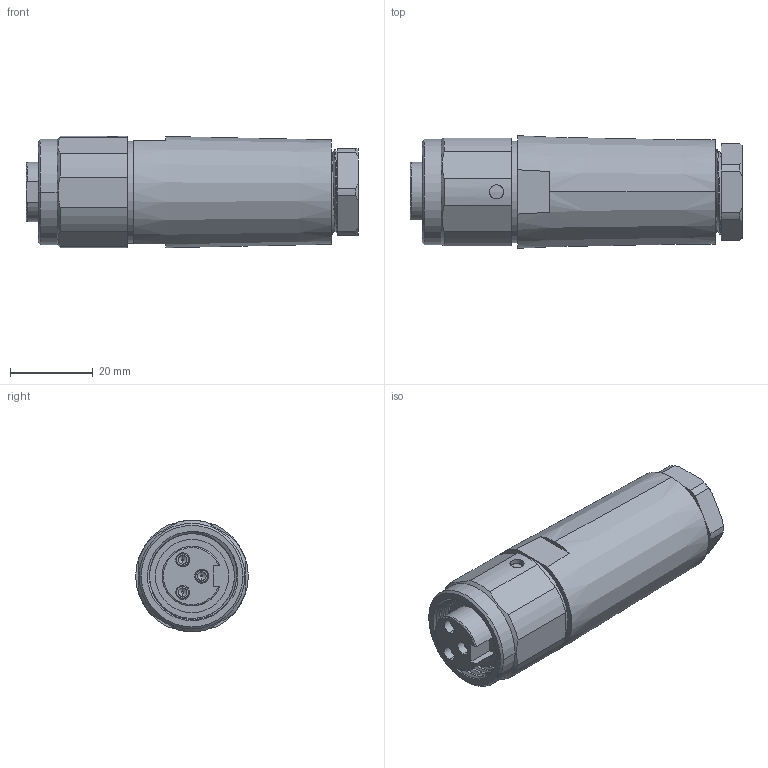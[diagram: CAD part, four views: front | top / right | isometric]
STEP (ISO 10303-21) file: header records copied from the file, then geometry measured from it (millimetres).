
FILE_DESCRIPTION(/* description */ (''),/* implementation_level */ '2;1');
FILE_NAME(/* name */ 'MK3212-0-13.5.stp',/* time_stamp */ '2019-04-22T14:55:21+08:00',/* author */ (''),/* organization */ (''),/* preprocessor_version */ 'ST-DEVELOPER v15',/* originating_system */ 'SIEMENS PLM Software NX 9.0',/* authorisation */ '');
FILE_SCHEMA (('CONFIG_CONTROL_DESIGN'));
Length unit declared in the file: millimetre
Products named in the file (1): MK3212-0-13.5
Bounding box: 80.2 x 27.2 x 26.95 mm (x, y, z)
Volume: 38691.4 mm3; surface area: 10470.4 mm2
Topology: 1 solids, 2 shells, 202 faces, 546 edges, 354 vertices
Faces by surface type: plane 83, cylinder 77, cone 33, bspline 6, torus 3
Full cylindrical faces by diameter (mm): 24.4 x1, 24.6 x1
Entity records: 7832 total; most frequent: CARTESIAN_POINT 2659, ORIENTED_EDGE 1080, DIRECTION 1062, EDGE_CURVE 540, AXIS2_PLACEMENT_3D 412, VERTEX_POINT 353, LINE 238, VECTOR 238
